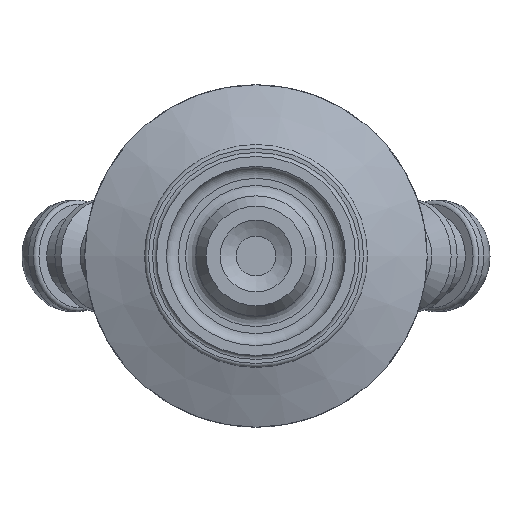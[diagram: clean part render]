
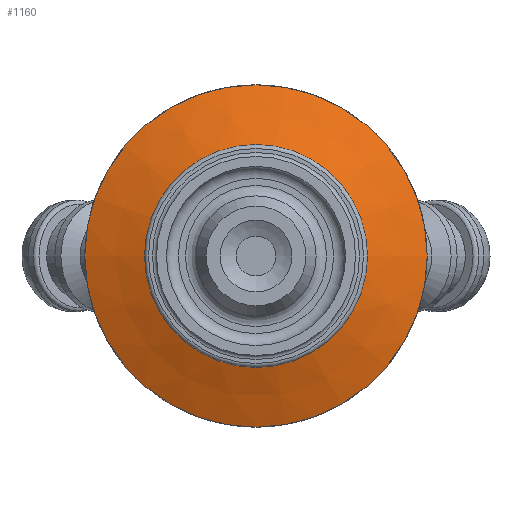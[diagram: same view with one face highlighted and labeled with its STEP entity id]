
A CAD part, front view. The second image highlights one B-rep face of the part: STEP entity #1160.
In plain terms, the highlighted conical face has half-angle 68.199 degrees and reference radius 17.75 mm.
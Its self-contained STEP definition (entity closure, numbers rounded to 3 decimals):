
#35=CONICAL_SURFACE('',#1365,17.75,1.19);
#194=FACE_OUTER_BOUND('',#265,.T.);
#265=EDGE_LOOP('',(#1073,#1074,#1075,#1076,#1077,#1078));
#297=LINE('',#2304,#329);
#329=VECTOR('',#1769,17.75);
#345=CIRCLE('',#1220,21.5);
#346=CIRCLE('',#1221,21.5);
#446=CIRCLE('',#1363,14.);
#447=CIRCLE('',#1364,14.);
#480=VERTEX_POINT('',#1961);
#481=VERTEX_POINT('',#1963);
#570=VERTEX_POINT('',#2298);
#571=VERTEX_POINT('',#2299);
#614=EDGE_CURVE('',#480,#481,#345,.T.);
#615=EDGE_CURVE('',#481,#480,#346,.T.);
#737=EDGE_CURVE('',#570,#571,#446,.T.);
#738=EDGE_CURVE('',#571,#570,#447,.T.);
#740=EDGE_CURVE('',#480,#571,#297,.T.);
#1073=ORIENTED_EDGE('',*,*,#615,.F.);
#1074=ORIENTED_EDGE('',*,*,#614,.F.);
#1075=ORIENTED_EDGE('',*,*,#740,.T.);
#1076=ORIENTED_EDGE('',*,*,#738,.T.);
#1077=ORIENTED_EDGE('',*,*,#737,.T.);
#1078=ORIENTED_EDGE('',*,*,#740,.F.);
#1160=ADVANCED_FACE('',(#194),#35,.T.);
#1220=AXIS2_PLACEMENT_3D('',#1964,#1454,#1455);
#1221=AXIS2_PLACEMENT_3D('',#1965,#1456,#1457);
#1363=AXIS2_PLACEMENT_3D('',#2300,#1762,#1763);
#1364=AXIS2_PLACEMENT_3D('',#2301,#1764,#1765);
#1365=AXIS2_PLACEMENT_3D('',#2303,#1767,#1768);
#1454=DIRECTION('center_axis',(0.,1.,0.));
#1455=DIRECTION('ref_axis',(-1.,0.,0.));
#1456=DIRECTION('center_axis',(0.,1.,0.));
#1457=DIRECTION('ref_axis',(-1.,0.,0.));
#1762=DIRECTION('center_axis',(0.,1.,0.));
#1763=DIRECTION('ref_axis',(-1.,0.,0.));
#1764=DIRECTION('center_axis',(0.,1.,0.));
#1765=DIRECTION('ref_axis',(-1.,0.,0.));
#1767=DIRECTION('center_axis',(0.,1.,0.));
#1768=DIRECTION('ref_axis',(-1.,0.,0.));
#1769=DIRECTION('',(-0.928,-0.371,0.));
#1961=CARTESIAN_POINT('',(21.5,15.,0.));
#1963=CARTESIAN_POINT('',(-21.5,15.,0.));
#1964=CARTESIAN_POINT('Origin',(0.,15.,0.));
#1965=CARTESIAN_POINT('Origin',(0.,15.,0.));
#2298=CARTESIAN_POINT('',(-14.,12.,0.));
#2299=CARTESIAN_POINT('',(14.,12.,0.));
#2300=CARTESIAN_POINT('Origin',(0.,12.,0.));
#2301=CARTESIAN_POINT('Origin',(0.,12.,0.));
#2303=CARTESIAN_POINT('Origin',(0.,13.5,0.));
#2304=CARTESIAN_POINT('',(17.75,13.5,0.));
